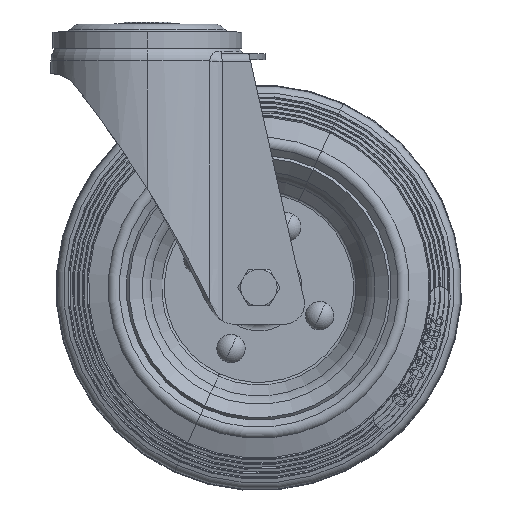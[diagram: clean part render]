
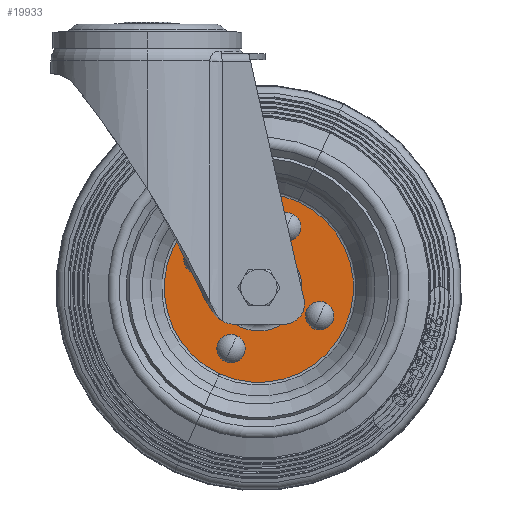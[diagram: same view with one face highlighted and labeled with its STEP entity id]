
A CAD part, top view. The second image highlights one B-rep face of the part: STEP entity #19933.
In plain terms, the highlighted planar face has unit normal (0, 0, 1).
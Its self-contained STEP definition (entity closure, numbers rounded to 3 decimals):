
#212 = AXIS2_PLACEMENT_3D ( 'NONE', #224, #10175, #12148 ) ;
#224 = CARTESIAN_POINT ( 'NONE',  ( 84.994, -144.76, 2. ) ) ;
#227 = CIRCLE ( 'NONE', #20517, 46.634 ) ;
#361 = DIRECTION ( 'NONE',  ( 0., 0., -1. ) ) ;
#537 = CARTESIAN_POINT ( 'NONE',  ( 26.674, -113.604, 2. ) ) ;
#554 = EDGE_CURVE ( 'NONE', #20510, #1189, #9804, .T. ) ;
#657 = CARTESIAN_POINT ( 'NONE',  ( 25.006, -117.24, 2. ) ) ;
#983 = DIRECTION ( 'NONE',  ( 0.417, 0.909, 0. ) ) ;
#1189 = VERTEX_POINT ( 'NONE', #29776 ) ;
#1596 = DIRECTION ( 'NONE',  ( 0.417, 0.909, 0. ) ) ;
#2219 = EDGE_CURVE ( 'NONE', #16109, #6460, #5218, .T. ) ;
#3122 = FACE_BOUND ( 'NONE', #17483, .T. ) ;
#3250 = CIRCLE ( 'NONE', #7419, 4. ) ;
#3612 = PLANE ( 'NONE',  #31672 ) ;
#3842 = AXIS2_PLACEMENT_3D ( 'NONE', #20058, #361, #15002 ) ;
#3882 = ORIENTED_EDGE ( 'NONE', *, *, #31909, .T. ) ;
#4122 = EDGE_LOOP ( 'NONE', ( #15810, #3882 ) ) ;
#4158 = ORIENTED_EDGE ( 'NONE', *, *, #2219, .T. ) ;
#4279 = EDGE_LOOP ( 'NONE', ( #25527, #17552 ) ) ;
#4369 = ORIENTED_EDGE ( 'NONE', *, *, #15084, .T. ) ;
#4763 = CIRCLE ( 'NONE', #11496, 4. ) ;
#5078 = DIRECTION ( 'NONE',  ( 0., 0., -1. ) ) ;
#5089 = VERTEX_POINT ( 'NONE', #15031 ) ;
#5218 = CIRCLE ( 'NONE', #24355, 4. ) ;
#5322 = CARTESIAN_POINT ( 'NONE',  ( 74.445, -88.614, 2. ) ) ;
#5738 = FACE_BOUND ( 'NONE', #29636, .T. ) ;
#6223 = FACE_BOUND ( 'NONE', #12336, .T. ) ;
#6460 = VERTEX_POINT ( 'NONE', #24141 ) ;
#6511 = CIRCLE ( 'NONE', #212, 4. ) ;
#6586 = CARTESIAN_POINT ( 'NONE',  ( 55., -131., 2. ) ) ;
#7419 = AXIS2_PLACEMENT_3D ( 'NONE', #23099, #11251, #30553 ) ;
#7483 = EDGE_CURVE ( 'NONE', #7610, #22724, #29409, .T. ) ;
#7610 = VERTEX_POINT ( 'NONE', #14273 ) ;
#8196 = CARTESIAN_POINT ( 'NONE',  ( 83.326, -148.396, 2. ) ) ;
#8915 = CIRCLE ( 'NONE', #18253, 4. ) ;
#9804 = CIRCLE ( 'NONE', #13907, 21.291 ) ;
#10058 = DIRECTION ( 'NONE',  ( 0., 0., -1. ) ) ;
#10175 = DIRECTION ( 'NONE',  ( 0., 0., -1. ) ) ;
#10610 = DIRECTION ( 'NONE',  ( 0., 0., -1. ) ) ;
#11067 = CARTESIAN_POINT ( 'NONE',  ( 55., -131., 2. ) ) ;
#11117 = CARTESIAN_POINT ( 'NONE',  ( 63.878, -111.648, 2. ) ) ;
#11251 = DIRECTION ( 'NONE',  ( 0., 0., -1. ) ) ;
#11496 = AXIS2_PLACEMENT_3D ( 'NONE', #657, #10610, #28715 ) ;
#11922 = EDGE_CURVE ( 'NONE', #26434, #17612, #16473, .T. ) ;
#12148 = DIRECTION ( 'NONE',  ( 0.417, 0.909, 0. ) ) ;
#12196 = AXIS2_PLACEMENT_3D ( 'NONE', #12343, #10058, #20297 ) ;
#12336 = EDGE_LOOP ( 'NONE', ( #24336, #4369 ) ) ;
#12343 = CARTESIAN_POINT ( 'NONE',  ( 25.006, -117.24, 2. ) ) ;
#12781 = EDGE_CURVE ( 'NONE', #6460, #16109, #26673, .T. ) ;
#12899 = EDGE_CURVE ( 'NONE', #22724, #7610, #227, .T. ) ;
#13505 = DIRECTION ( 'NONE',  ( 0., 0., -1. ) ) ;
#13907 = AXIS2_PLACEMENT_3D ( 'NONE', #6586, #15109, #14171 ) ;
#14171 = DIRECTION ( 'NONE',  ( 0.417, 0.909, 0. ) ) ;
#14273 = CARTESIAN_POINT ( 'NONE',  ( 35.555, -173.386, 2. ) ) ;
#14518 = DIRECTION ( 'NONE',  ( 0., 0., -1. ) ) ;
#14535 = EDGE_CURVE ( 'NONE', #5089, #16902, #8915, .T. ) ;
#14662 = CARTESIAN_POINT ( 'NONE',  ( 72.396, -102.674, 2. ) ) ;
#14796 = CARTESIAN_POINT ( 'NONE',  ( 84.994, -144.76, 2. ) ) ;
#15002 = DIRECTION ( 'NONE',  ( 0.417, 0.909, 0. ) ) ;
#15031 = CARTESIAN_POINT ( 'NONE',  ( 86.662, -141.124, 2. ) ) ;
#15084 = EDGE_CURVE ( 'NONE', #17612, #26434, #3250, .T. ) ;
#15109 = DIRECTION ( 'NONE',  ( 0., 0., -1. ) ) ;
#15169 = ORIENTED_EDGE ( 'NONE', *, *, #554, .T. ) ;
#15412 = ORIENTED_EDGE ( 'NONE', *, *, #31547, .T. ) ;
#15810 = ORIENTED_EDGE ( 'NONE', *, *, #14535, .T. ) ;
#16109 = VERTEX_POINT ( 'NONE', #14662 ) ;
#16166 = CARTESIAN_POINT ( 'NONE',  ( 37.604, -159.326, 2. ) ) ;
#16318 = AXIS2_PLACEMENT_3D ( 'NONE', #26183, #13505, #23570 ) ;
#16473 = CIRCLE ( 'NONE', #18542, 4. ) ;
#16572 = VERTEX_POINT ( 'NONE', #16824 ) ;
#16824 = CARTESIAN_POINT ( 'NONE',  ( 23.338, -120.876, 2. ) ) ;
#16902 = VERTEX_POINT ( 'NONE', #8196 ) ;
#17483 = EDGE_LOOP ( 'NONE', ( #25905, #4158 ) ) ;
#17552 = ORIENTED_EDGE ( 'NONE', *, *, #7483, .T. ) ;
#17612 = VERTEX_POINT ( 'NONE', #16166 ) ;
#18253 = AXIS2_PLACEMENT_3D ( 'NONE', #14796, #5078, #29690 ) ;
#18437 = CARTESIAN_POINT ( 'NONE',  ( 68.76, -101.006, 2. ) ) ;
#18542 = AXIS2_PLACEMENT_3D ( 'NONE', #25662, #21368, #26404 ) ;
#19933 = ADVANCED_FACE ( 'NONE', ( #6223, #5738, #3122, #23238, #25697, #30373 ), #3612, .F. ) ;
#20058 = CARTESIAN_POINT ( 'NONE',  ( 55., -131., 2. ) ) ;
#20297 = DIRECTION ( 'NONE',  ( -0.417, -0.909, 0. ) ) ;
#20510 = VERTEX_POINT ( 'NONE', #11117 ) ;
#20517 = AXIS2_PLACEMENT_3D ( 'NONE', #27231, #26583, #24154 ) ;
#20684 = EDGE_CURVE ( 'NONE', #21157, #16572, #4763, .T. ) ;
#21157 = VERTEX_POINT ( 'NONE', #537 ) ;
#21368 = DIRECTION ( 'NONE',  ( 0., 0., -1. ) ) ;
#21471 = ORIENTED_EDGE ( 'NONE', *, *, #20684, .T. ) ;
#22724 = VERTEX_POINT ( 'NONE', #5322 ) ;
#22844 = EDGE_LOOP ( 'NONE', ( #15169, #25653 ) ) ;
#23099 = CARTESIAN_POINT ( 'NONE',  ( 41.24, -160.994, 2. ) ) ;
#23238 = FACE_BOUND ( 'NONE', #4122, .T. ) ;
#23557 = CARTESIAN_POINT ( 'NONE',  ( 98.174, -150.806, 2. ) ) ;
#23570 = DIRECTION ( 'NONE',  ( -0.909, 0.417, 0. ) ) ;
#24141 = CARTESIAN_POINT ( 'NONE',  ( 65.124, -99.338, 2. ) ) ;
#24154 = DIRECTION ( 'NONE',  ( 0.417, 0.909, 0. ) ) ;
#24336 = ORIENTED_EDGE ( 'NONE', *, *, #11922, .T. ) ;
#24355 = AXIS2_PLACEMENT_3D ( 'NONE', #18437, #14518, #31408 ) ;
#25281 = AXIS2_PLACEMENT_3D ( 'NONE', #11067, #28705, #1596 ) ;
#25527 = ORIENTED_EDGE ( 'NONE', *, *, #12899, .T. ) ;
#25653 = ORIENTED_EDGE ( 'NONE', *, *, #28101, .T. ) ;
#25662 = CARTESIAN_POINT ( 'NONE',  ( 41.24, -160.994, 2. ) ) ;
#25697 = FACE_BOUND ( 'NONE', #22844, .T. ) ;
#25740 = CARTESIAN_POINT ( 'NONE',  ( 44.876, -162.662, 2. ) ) ;
#25905 = ORIENTED_EDGE ( 'NONE', *, *, #12781, .T. ) ;
#26183 = CARTESIAN_POINT ( 'NONE',  ( 68.76, -101.006, 2. ) ) ;
#26404 = DIRECTION ( 'NONE',  ( 0.909, -0.417, 0. ) ) ;
#26434 = VERTEX_POINT ( 'NONE', #25740 ) ;
#26583 = DIRECTION ( 'NONE',  ( 0., 0., 1. ) ) ;
#26673 = CIRCLE ( 'NONE', #16318, 4. ) ;
#27231 = CARTESIAN_POINT ( 'NONE',  ( 55., -131., 2. ) ) ;
#27662 = CIRCLE ( 'NONE', #3842, 21.291 ) ;
#28101 = EDGE_CURVE ( 'NONE', #1189, #20510, #27662, .T. ) ;
#28705 = DIRECTION ( 'NONE',  ( 0., 0., 1. ) ) ;
#28715 = DIRECTION ( 'NONE',  ( -0.417, -0.909, 0. ) ) ;
#29409 = CIRCLE ( 'NONE', #25281, 46.634 ) ;
#29636 = EDGE_LOOP ( 'NONE', ( #15412, #21471 ) ) ;
#29690 = DIRECTION ( 'NONE',  ( 0.417, 0.909, 0. ) ) ;
#29776 = CARTESIAN_POINT ( 'NONE',  ( 46.122, -150.352, 2. ) ) ;
#30373 = FACE_OUTER_BOUND ( 'NONE', #4279, .T. ) ;
#30553 = DIRECTION ( 'NONE',  ( 0.909, -0.417, 0. ) ) ;
#30867 = DIRECTION ( 'NONE',  ( 0., 0., -1. ) ) ;
#31336 = CIRCLE ( 'NONE', #12196, 4. ) ;
#31408 = DIRECTION ( 'NONE',  ( -0.909, 0.417, 0. ) ) ;
#31547 = EDGE_CURVE ( 'NONE', #16572, #21157, #31336, .T. ) ;
#31672 = AXIS2_PLACEMENT_3D ( 'NONE', #23557, #30867, #983 ) ;
#31909 = EDGE_CURVE ( 'NONE', #16902, #5089, #6511, .T. ) ;
